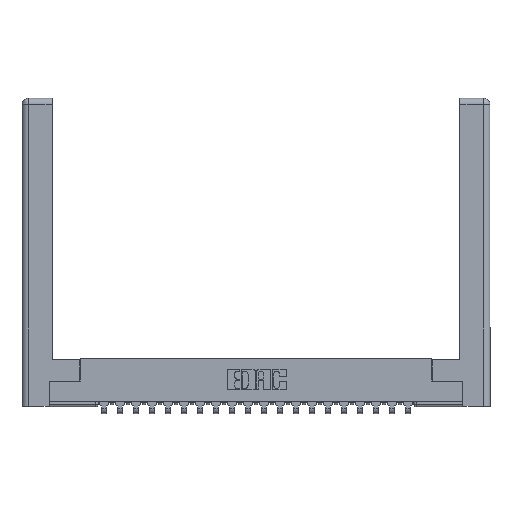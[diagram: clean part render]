
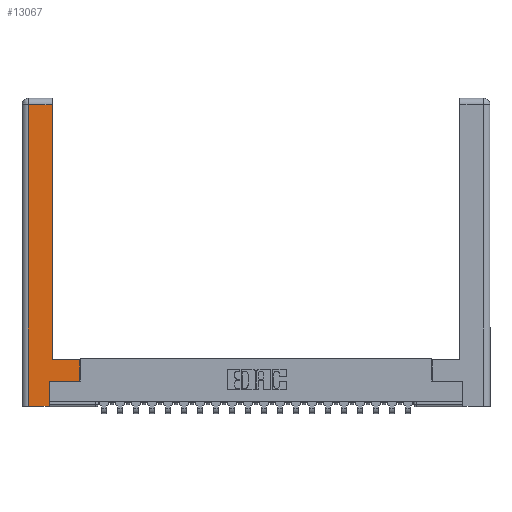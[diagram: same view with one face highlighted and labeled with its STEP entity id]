
A CAD part, top view. The second image highlights one B-rep face of the part: STEP entity #13067.
In plain terms, the highlighted planar face has unit normal (0, 0, 1).
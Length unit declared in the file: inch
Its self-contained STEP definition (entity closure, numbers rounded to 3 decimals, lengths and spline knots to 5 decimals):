
#130 = LINE ( 'NONE', #9909, #9431 ) ;
#340 = AXIS2_PLACEMENT_3D ( 'NONE', #7091, #20927, #14073 ) ;
#350 = LINE ( 'NONE', #17758, #1316 ) ;
#712 = VERTEX_POINT ( 'NONE', #3997 ) ;
#782 = CARTESIAN_POINT ( 'NONE',  ( 0.565, 0.45, 0. ) ) ;
#913 = ORIENTED_EDGE ( 'NONE', *, *, #18216, .T. ) ;
#1316 = VECTOR ( 'NONE', #10796, 39.37008 ) ;
#1453 = EDGE_CURVE ( 'NONE', #15607, #9786, #5656, .T. ) ;
#2203 = CARTESIAN_POINT ( 'NONE',  ( 0.295, 2.94, 0. ) ) ;
#2771 = EDGE_CURVE ( 'NONE', #8440, #16099, #10616, .T. ) ;
#3839 = CARTESIAN_POINT ( 'NONE',  ( 0.295, 3., 0. ) ) ;
#3997 = CARTESIAN_POINT ( 'NONE',  ( 0.0615, 2.94, 0. ) ) ;
#4235 = VERTEX_POINT ( 'NONE', #5432 ) ;
#4908 = EDGE_CURVE ( 'NONE', #11178, #15607, #16402, .T. ) ;
#5294 = ORIENTED_EDGE ( 'NONE', *, *, #2771, .T. ) ;
#5432 = CARTESIAN_POINT ( 'NONE',  ( 0.0615, 0., 0. ) ) ;
#5491 = CARTESIAN_POINT ( 'NONE',  ( 0.265, 0., 0. ) ) ;
#5592 = EDGE_LOOP ( 'NONE', ( #5294, #15423, #15804, #19932, #21112, #10448, #19104, #913 ) ) ;
#5656 = LINE ( 'NONE', #19495, #9731 ) ;
#5866 = CARTESIAN_POINT ( 'NONE',  ( 0.565, 0.245, 0. ) ) ;
#5926 = VECTOR ( 'NONE', #10848, 39.37008 ) ;
#5949 = DIRECTION ( 'NONE',  ( -1., 0., 0. ) ) ;
#6906 = LINE ( 'NONE', #5491, #17221 ) ;
#7091 = CARTESIAN_POINT ( 'NONE',  ( 0., 0., 0. ) ) ;
#7302 = EDGE_CURVE ( 'NONE', #9469, #11178, #130, .T. ) ;
#8440 = VERTEX_POINT ( 'NONE', #8819 ) ;
#8592 = CARTESIAN_POINT ( 'NONE',  ( 0.565, 0.245, 0. ) ) ;
#8819 = CARTESIAN_POINT ( 'NONE',  ( 0.295, 0.45, 0. ) ) ;
#9173 = LINE ( 'NONE', #16261, #10126 ) ;
#9431 = VECTOR ( 'NONE', #10464, 39.37008 ) ;
#9469 = VERTEX_POINT ( 'NONE', #21675 ) ;
#9731 = VECTOR ( 'NONE', #20885, 39.37008 ) ;
#9786 = VERTEX_POINT ( 'NONE', #782 ) ;
#9909 = CARTESIAN_POINT ( 'NONE',  ( 0.265, 0.245, 0. ) ) ;
#9980 = DIRECTION ( 'NONE',  ( -1., 0., 0. ) ) ;
#10096 = CARTESIAN_POINT ( 'NONE',  ( 0.295, 0.45, 0. ) ) ;
#10126 = VECTOR ( 'NONE', #5949, 39.37008 ) ;
#10448 = ORIENTED_EDGE ( 'NONE', *, *, #4908, .T. ) ;
#10464 = DIRECTION ( 'NONE',  ( 0., 1., 0. ) ) ;
#10616 = LINE ( 'NONE', #3839, #5926 ) ;
#10796 = DIRECTION ( 'NONE',  ( 0., -1., 0. ) ) ;
#10848 = DIRECTION ( 'NONE',  ( 0., 1., 0. ) ) ;
#11178 = VERTEX_POINT ( 'NONE', #21423 ) ;
#11705 = LINE ( 'NONE', #10096, #13683 ) ;
#12879 = DIRECTION ( 'NONE',  ( 1., 0., 0. ) ) ;
#13067 = ADVANCED_FACE ( 'NONE', ( #15449 ), #13852, .F. ) ;
#13683 = VECTOR ( 'NONE', #9980, 39.37008 ) ;
#13852 = PLANE ( 'NONE',  #340 ) ;
#13860 = EDGE_CURVE ( 'NONE', #4235, #9469, #6906, .T. ) ;
#14073 = DIRECTION ( 'NONE',  ( -1., 0., 0. ) ) ;
#14100 = DIRECTION ( 'NONE',  ( 1., 0., 0. ) ) ;
#14124 = VECTOR ( 'NONE', #12879, 39.37008 ) ;
#15423 = ORIENTED_EDGE ( 'NONE', *, *, #21596, .T. ) ;
#15449 = FACE_OUTER_BOUND ( 'NONE', #5592, .T. ) ;
#15607 = VERTEX_POINT ( 'NONE', #8592 ) ;
#15804 = ORIENTED_EDGE ( 'NONE', *, *, #21570, .T. ) ;
#16099 = VERTEX_POINT ( 'NONE', #2203 ) ;
#16261 = CARTESIAN_POINT ( 'NONE',  ( 0.0615, 2.94, 0. ) ) ;
#16402 = LINE ( 'NONE', #5866, #14124 ) ;
#17221 = VECTOR ( 'NONE', #14100, 39.37008 ) ;
#17758 = CARTESIAN_POINT ( 'NONE',  ( 0.0615, 0., 0. ) ) ;
#18216 = EDGE_CURVE ( 'NONE', #9786, #8440, #11705, .T. ) ;
#19104 = ORIENTED_EDGE ( 'NONE', *, *, #1453, .T. ) ;
#19495 = CARTESIAN_POINT ( 'NONE',  ( 0.565, 0.45, 0. ) ) ;
#19932 = ORIENTED_EDGE ( 'NONE', *, *, #13860, .T. ) ;
#20885 = DIRECTION ( 'NONE',  ( 0., 1., 0. ) ) ;
#20927 = DIRECTION ( 'NONE',  ( 0., 0., -1. ) ) ;
#21112 = ORIENTED_EDGE ( 'NONE', *, *, #7302, .T. ) ;
#21423 = CARTESIAN_POINT ( 'NONE',  ( 0.265, 0.245, 0. ) ) ;
#21570 = EDGE_CURVE ( 'NONE', #712, #4235, #350, .T. ) ;
#21596 = EDGE_CURVE ( 'NONE', #16099, #712, #9173, .T. ) ;
#21675 = CARTESIAN_POINT ( 'NONE',  ( 0.265, 0., 0. ) ) ;
